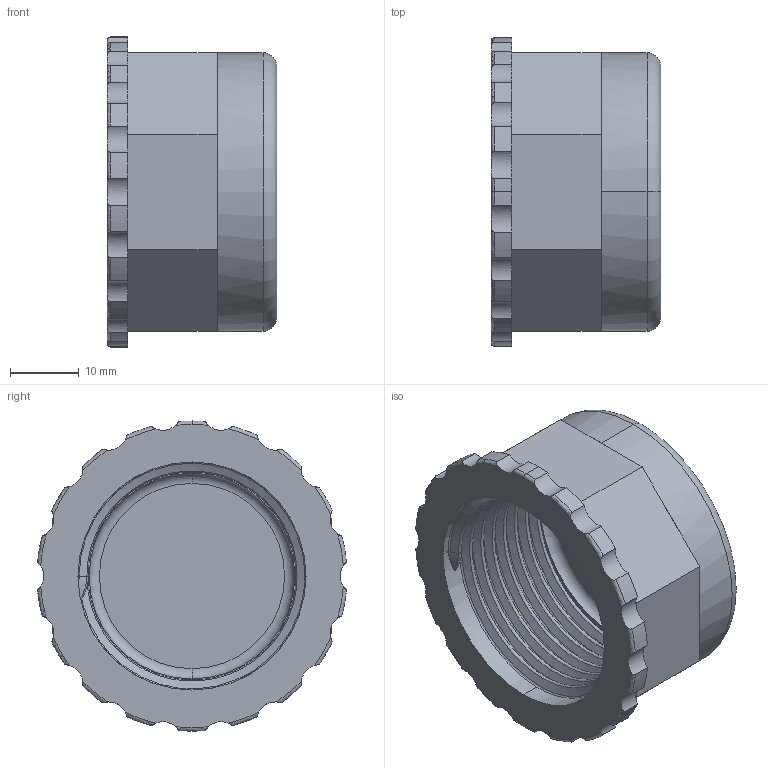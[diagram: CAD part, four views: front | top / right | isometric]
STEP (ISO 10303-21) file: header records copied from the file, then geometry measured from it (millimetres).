
FILE_DESCRIPTION (( 'STEP AP203' ), '1' );
FILE_NAME ('00180_0707.STEP', '2017-05-12T14:27:31', ( '' ), ( '' ), 'SwSTEP 2.0', 'SolidWorks 2011', '' );
FILE_SCHEMA (( 'CONFIG_CONTROL_DESIGN' ));
Length unit declared in the file: millimetre
Products named in the file (1): 00180_0707
Bounding box: 24.7 x 45.02 x 45.19 mm (x, y, z)
Volume: 17706.5 mm3; surface area: 9327.2 mm2
Topology: 1 solids, 1 shells, 120 faces, 323 edges, 207 vertices
Faces by surface type: cylinder 58, plane 29, torus 26, bspline 5, cone 2
Entity records: 7363 total; most frequent: CARTESIAN_POINT 4370, ORIENTED_EDGE 646, DIRECTION 613, EDGE_CURVE 323, AXIS2_PLACEMENT_3D 256, VERTEX_POINT 207, CIRCLE 140, EDGE_LOOP 122
